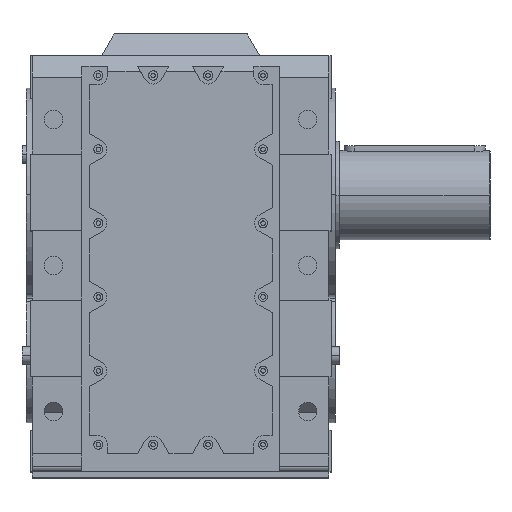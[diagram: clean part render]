
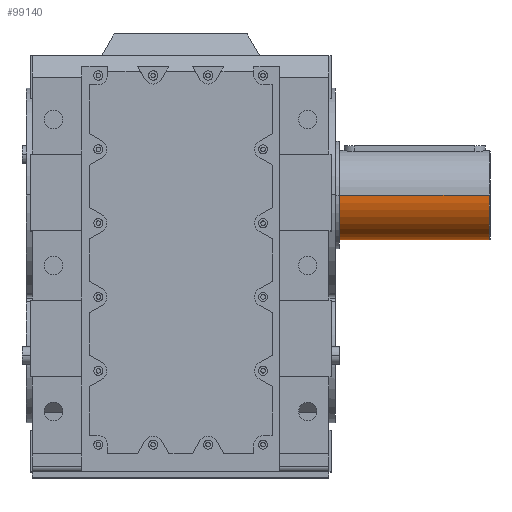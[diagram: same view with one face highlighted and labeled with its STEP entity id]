
A CAD part, top view. The second image highlights one B-rep face of the part: STEP entity #99140.
In plain terms, the highlighted cylindrical face has radius 95 mm (diameter 190 mm), a partial arc.
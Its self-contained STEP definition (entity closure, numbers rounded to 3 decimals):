
#98785 = VERTEX_POINT('',#98786);
#98786 = CARTESIAN_POINT('',(655.5,0.,-95.));
#98793 = CONICAL_SURFACE('',#98794,93.5,0.785);
#98794 = AXIS2_PLACEMENT_3D('',#98795,#98796,#98797);
#98795 = CARTESIAN_POINT('',(657.,0.,0.));
#98796 = DIRECTION('',(-1.,0.,0.));
#98797 = DIRECTION('',(0.,0.,1.));
#98867 = VERTEX_POINT('',#98868);
#98868 = CARTESIAN_POINT('',(655.5,0.,95.));
#98887 = EDGE_CURVE('',#98785,#98867,#98888,.T.);
#98888 = SURFACE_CURVE('',#98889,(#98894,#98923),.PCURVE_S1.);
#98889 = CIRCLE('',#98890,95.);
#98890 = AXIS2_PLACEMENT_3D('',#98891,#98892,#98893);
#98891 = CARTESIAN_POINT('',(655.5,0.,0.));
#98892 = DIRECTION('',(-1.,0.,0.));
#98893 = DIRECTION('',(0.,0.,1.));
#98894 = PCURVE('',#98793,#98895);
#98895 = DEFINITIONAL_REPRESENTATION('',(#98896),#98922);
#98896 = B_SPLINE_CURVE_WITH_KNOTS('',3,(#98897,#98898,#98899,#98900,
    #98901,#98902,#98903,#98904,#98905,#98906,#98907,#98908,#98909,
    #98910,#98911,#98912,#98913,#98914,#98915,#98916,#98917,#98918,
    #98919,#98920,#98921),.UNSPECIFIED.,.F.,.F.,(4,1,1,1,1,1,1,1,1,1,1,1
    ,1,1,1,1,1,1,1,1,1,1,4),(3.142,3.284,3.427
    ,3.57,3.713,3.856,3.998,
    4.141,4.284,4.427,4.57,
    4.712,4.855,4.998,5.141,
    5.284,5.426,5.569,5.712,
    5.855,5.998,6.14,6.283),
  .QUASI_UNIFORM_KNOTS.);
#98897 = CARTESIAN_POINT('',(3.142,1.5));
#98898 = CARTESIAN_POINT('',(3.189,1.5));
#98899 = CARTESIAN_POINT('',(3.284,1.5));
#98900 = CARTESIAN_POINT('',(3.427,1.5));
#98901 = CARTESIAN_POINT('',(3.57,1.5));
#98902 = CARTESIAN_POINT('',(3.713,1.5));
#98903 = CARTESIAN_POINT('',(3.856,1.5));
#98904 = CARTESIAN_POINT('',(3.998,1.5));
#98905 = CARTESIAN_POINT('',(4.141,1.5));
#98906 = CARTESIAN_POINT('',(4.284,1.5));
#98907 = CARTESIAN_POINT('',(4.427,1.5));
#98908 = CARTESIAN_POINT('',(4.57,1.5));
#98909 = CARTESIAN_POINT('',(4.712,1.5));
#98910 = CARTESIAN_POINT('',(4.855,1.5));
#98911 = CARTESIAN_POINT('',(4.998,1.5));
#98912 = CARTESIAN_POINT('',(5.141,1.5));
#98913 = CARTESIAN_POINT('',(5.284,1.5));
#98914 = CARTESIAN_POINT('',(5.426,1.5));
#98915 = CARTESIAN_POINT('',(5.569,1.5));
#98916 = CARTESIAN_POINT('',(5.712,1.5));
#98917 = CARTESIAN_POINT('',(5.855,1.5));
#98918 = CARTESIAN_POINT('',(5.998,1.5));
#98919 = CARTESIAN_POINT('',(6.14,1.5));
#98920 = CARTESIAN_POINT('',(6.236,1.5));
#98921 = CARTESIAN_POINT('',(6.283,1.5));
#98922 = ( GEOMETRIC_REPRESENTATION_CONTEXT(2) 
PARAMETRIC_REPRESENTATION_CONTEXT() REPRESENTATION_CONTEXT('2D SPACE',''
  ) );
#98923 = PCURVE('',#98924,#98929);
#98924 = CYLINDRICAL_SURFACE('',#98925,95.);
#98925 = AXIS2_PLACEMENT_3D('',#98926,#98927,#98928);
#98926 = CARTESIAN_POINT('',(0.,0.,0.));
#98927 = DIRECTION('',(-1.,0.,0.));
#98928 = DIRECTION('',(0.,0.,1.));
#98929 = DEFINITIONAL_REPRESENTATION('',(#98930),#98933);
#98930 = B_SPLINE_CURVE_WITH_KNOTS('',1,(#98931,#98932),.UNSPECIFIED.,
  .F.,.F.,(2,2),(3.142,6.283),.PIECEWISE_BEZIER_KNOTS.);
#98931 = CARTESIAN_POINT('',(3.142,-655.5));
#98932 = CARTESIAN_POINT('',(6.283,-655.5));
#98933 = ( GEOMETRIC_REPRESENTATION_CONTEXT(2) 
PARAMETRIC_REPRESENTATION_CONTEXT() REPRESENTATION_CONTEXT('2D SPACE',''
  ) );
#99129 = CYLINDRICAL_SURFACE('',#99130,95.);
#99130 = AXIS2_PLACEMENT_3D('',#99131,#99132,#99133);
#99131 = CARTESIAN_POINT('',(0.,0.,0.));
#99132 = DIRECTION('',(-1.,0.,0.));
#99133 = DIRECTION('',(0.,0.,1.));
#99140 = ADVANCED_FACE('',(#99141),#98924,.T.);
#99141 = FACE_BOUND('',#99142,.T.);
#99142 = EDGE_LOOP('',(#99143,#99164,#99165,#99186));
#99143 = ORIENTED_EDGE('',*,*,#99144,.F.);
#99144 = EDGE_CURVE('',#98785,#99145,#99147,.T.);
#99145 = VERTEX_POINT('',#99146);
#99146 = CARTESIAN_POINT('',(337.,0.,-95.));
#99147 = SURFACE_CURVE('',#99148,(#99152,#99158),.PCURVE_S1.);
#99148 = LINE('',#99149,#99150);
#99149 = CARTESIAN_POINT('',(0.,0.,-95.));
#99150 = VECTOR('',#99151,1.);
#99151 = DIRECTION('',(-1.,0.,0.));
#99152 = PCURVE('',#98924,#99153);
#99153 = DEFINITIONAL_REPRESENTATION('',(#99154),#99157);
#99154 = B_SPLINE_CURVE_WITH_KNOTS('',1,(#99155,#99156),.UNSPECIFIED.,
  .F.,.F.,(2,2),(-655.5,-337.),.PIECEWISE_BEZIER_KNOTS.);
#99155 = CARTESIAN_POINT('',(3.142,-655.5));
#99156 = CARTESIAN_POINT('',(3.142,-337.));
#99157 = ( GEOMETRIC_REPRESENTATION_CONTEXT(2) 
PARAMETRIC_REPRESENTATION_CONTEXT() REPRESENTATION_CONTEXT('2D SPACE',''
  ) );
#99158 = PCURVE('',#99129,#99159);
#99159 = DEFINITIONAL_REPRESENTATION('',(#99160),#99163);
#99160 = B_SPLINE_CURVE_WITH_KNOTS('',1,(#99161,#99162),.UNSPECIFIED.,
  .F.,.F.,(2,2),(-655.5,-337.),.PIECEWISE_BEZIER_KNOTS.);
#99161 = CARTESIAN_POINT('',(3.142,-655.5));
#99162 = CARTESIAN_POINT('',(3.142,-337.));
#99163 = ( GEOMETRIC_REPRESENTATION_CONTEXT(2) 
PARAMETRIC_REPRESENTATION_CONTEXT() REPRESENTATION_CONTEXT('2D SPACE',''
  ) );
#99164 = ORIENTED_EDGE('',*,*,#98887,.T.);
#99165 = ORIENTED_EDGE('',*,*,#99166,.T.);
#99166 = EDGE_CURVE('',#98867,#99167,#99169,.T.);
#99167 = VERTEX_POINT('',#99168);
#99168 = CARTESIAN_POINT('',(337.,0.,95.));
#99169 = SURFACE_CURVE('',#99170,(#99174,#99180),.PCURVE_S1.);
#99170 = LINE('',#99171,#99172);
#99171 = CARTESIAN_POINT('',(0.,0.,95.));
#99172 = VECTOR('',#99173,1.);
#99173 = DIRECTION('',(-1.,0.,0.));
#99174 = PCURVE('',#98924,#99175);
#99175 = DEFINITIONAL_REPRESENTATION('',(#99176),#99179);
#99176 = B_SPLINE_CURVE_WITH_KNOTS('',1,(#99177,#99178),.UNSPECIFIED.,
  .F.,.F.,(2,2),(-655.5,-337.),.PIECEWISE_BEZIER_KNOTS.);
#99177 = CARTESIAN_POINT('',(6.283,-655.5));
#99178 = CARTESIAN_POINT('',(6.283,-337.));
#99179 = ( GEOMETRIC_REPRESENTATION_CONTEXT(2) 
PARAMETRIC_REPRESENTATION_CONTEXT() REPRESENTATION_CONTEXT('2D SPACE',''
  ) );
#99180 = PCURVE('',#99129,#99181);
#99181 = DEFINITIONAL_REPRESENTATION('',(#99182),#99185);
#99182 = B_SPLINE_CURVE_WITH_KNOTS('',1,(#99183,#99184),.UNSPECIFIED.,
  .F.,.F.,(2,2),(-655.5,-337.),.PIECEWISE_BEZIER_KNOTS.);
#99183 = CARTESIAN_POINT('',(0.,-655.5));
#99184 = CARTESIAN_POINT('',(0.,-337.));
#99185 = ( GEOMETRIC_REPRESENTATION_CONTEXT(2) 
PARAMETRIC_REPRESENTATION_CONTEXT() REPRESENTATION_CONTEXT('2D SPACE',''
  ) );
#99186 = ORIENTED_EDGE('',*,*,#99187,.F.);
#99187 = EDGE_CURVE('',#99145,#99167,#99188,.T.);
#99188 = SURFACE_CURVE('',#99189,(#99194,#99200),.PCURVE_S1.);
#99189 = CIRCLE('',#99190,95.);
#99190 = AXIS2_PLACEMENT_3D('',#99191,#99192,#99193);
#99191 = CARTESIAN_POINT('',(337.,0.,0.));
#99192 = DIRECTION('',(-1.,0.,0.));
#99193 = DIRECTION('',(0.,0.,1.));
#99194 = PCURVE('',#98924,#99195);
#99195 = DEFINITIONAL_REPRESENTATION('',(#99196),#99199);
#99196 = B_SPLINE_CURVE_WITH_KNOTS('',1,(#99197,#99198),.UNSPECIFIED.,
  .F.,.F.,(2,2),(3.142,6.283),.PIECEWISE_BEZIER_KNOTS.);
#99197 = CARTESIAN_POINT('',(3.142,-337.));
#99198 = CARTESIAN_POINT('',(6.283,-337.));
#99199 = ( GEOMETRIC_REPRESENTATION_CONTEXT(2) 
PARAMETRIC_REPRESENTATION_CONTEXT() REPRESENTATION_CONTEXT('2D SPACE',''
  ) );
#99200 = PCURVE('',#99201,#99206);
#99201 = PLANE('',#99202);
#99202 = AXIS2_PLACEMENT_3D('',#99203,#99204,#99205);
#99203 = CARTESIAN_POINT('',(337.,95.,0.));
#99204 = DIRECTION('',(-1.,0.,0.));
#99205 = DIRECTION('',(0.,0.,1.));
#99206 = DEFINITIONAL_REPRESENTATION('',(#99207),#99211);
#99207 = CIRCLE('',#99208,95.);
#99208 = AXIS2_PLACEMENT_2D('',#99209,#99210);
#99209 = CARTESIAN_POINT('',(0.,-95.));
#99210 = DIRECTION('',(1.,0.));
#99211 = ( GEOMETRIC_REPRESENTATION_CONTEXT(2) 
PARAMETRIC_REPRESENTATION_CONTEXT() REPRESENTATION_CONTEXT('2D SPACE',''
  ) );
